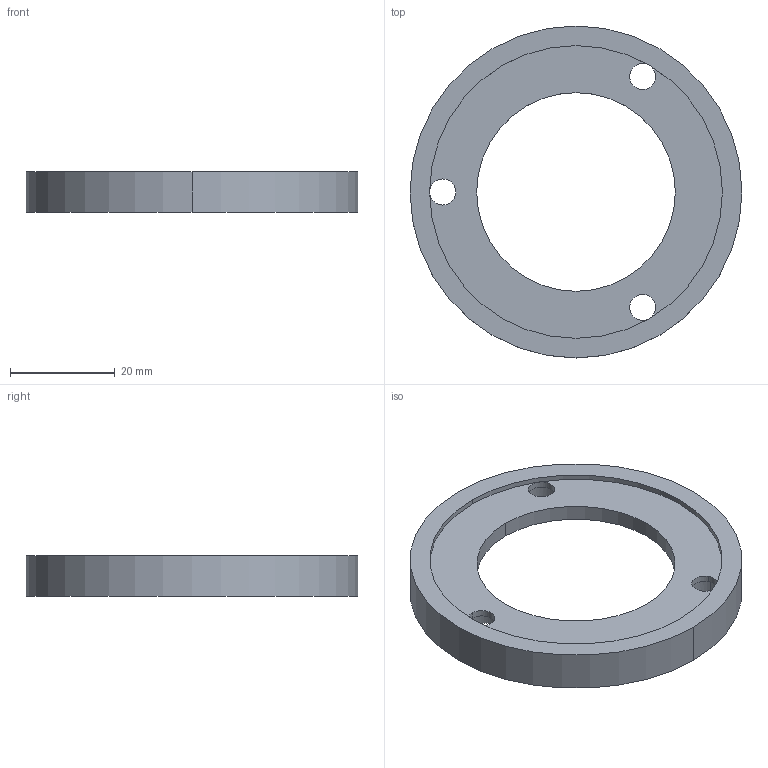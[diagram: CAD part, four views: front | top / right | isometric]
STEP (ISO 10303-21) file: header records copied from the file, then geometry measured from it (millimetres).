
FILE_DESCRIPTION(/* description */ ('VariCAD 2021-1.02 AP-214'),/* implementation_level */ '2;1');
FILE_NAME(/* name */ 'burr_Rancilio_MacinaKryo-63-5.stp',/* time_stamp */ '2022-06-12T18:38:28+02:00',/* author */ (''),/* organization */ (''),/* preprocessor_version */ 'VariCAD 2021-1.02',/* originating_system */ 'VariCAD 2021-1.02; kernel version (20180118)',/* authorisation */ '');
FILE_SCHEMA(('AUTOMOTIVE_DESIGN'));
Length unit declared in the file: millimetre
Products named in the file (2): burr_Rancilio_MacinaKryo-63-5
Assembly tree (1 placements, depth 2):
  burr_Rancilio_MacinaKryo-63-5
    (unnamed)
Bounding box: 63.5 x 63.5 x 7.75 mm (x, y, z)
Volume: 10303.7 mm3; surface area: 6446.1 mm2
Topology: 1 solids, 1 shells, 25 faces, 62 edges, 39 vertices
Faces by surface type: cylinder 18, plane 5, cone 2
Entity records: 869 total; most frequent: CARTESIAN_POINT 202, DIRECTION 138, ORIENTED_EDGE 112, AXIS2_PLACEMENT_3D 59, EDGE_CURVE 56, EDGE_LOOP 36, VERTEX_POINT 36, CIRCLE 30
